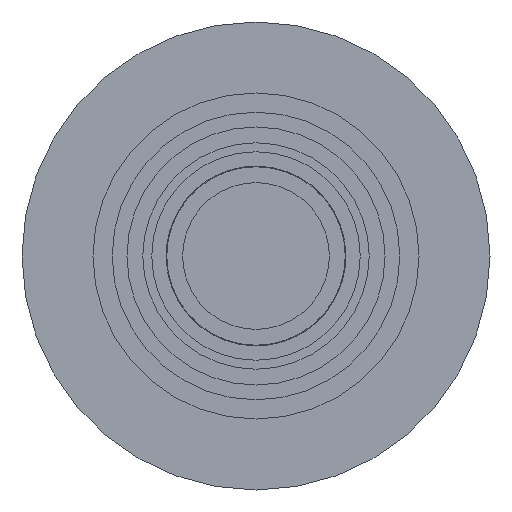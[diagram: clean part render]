
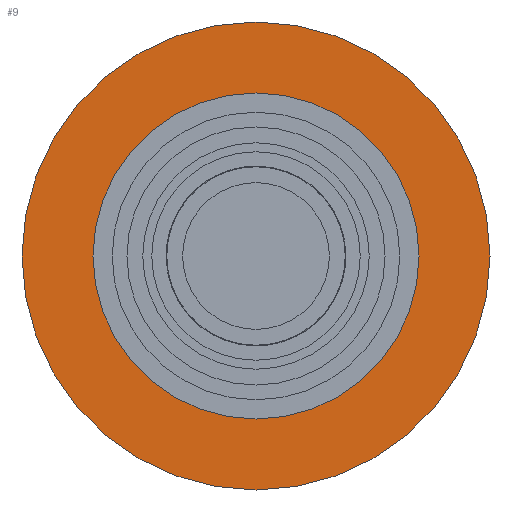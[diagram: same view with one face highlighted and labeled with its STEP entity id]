
A CAD part, front view. The second image highlights one B-rep face of the part: STEP entity #9.
In plain terms, the highlighted planar face has unit normal (0, -1, 0).
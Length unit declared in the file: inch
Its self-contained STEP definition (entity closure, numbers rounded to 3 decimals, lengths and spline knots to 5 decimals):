
#9 = ADVANCED_FACE ( 'NONE', ( #984, #983 ), #982, .T. ) ;
#15 = EDGE_CURVE ( 'NONE', #374, #376, #1255, .T. ) ;
#21 = EDGE_CURVE ( 'NONE', #382, #380, #1258, .T. ) ;
#127 = EDGE_CURVE ( 'NONE', #380, #382, #1103, .T. ) ;
#130 = EDGE_CURVE ( 'NONE', #376, #374, #1091, .T. ) ;
#185 = EDGE_LOOP ( 'NONE', ( #446, #448 ) ) ;
#374 = VERTEX_POINT ( 'NONE', #1553 ) ;
#376 = VERTEX_POINT ( 'NONE', #1551 ) ;
#380 = VERTEX_POINT ( 'NONE', #1552 ) ;
#382 = VERTEX_POINT ( 'NONE', #1548 ) ;
#441 = ORIENTED_EDGE ( 'NONE', *, *, #130, .T. ) ;
#445 = ORIENTED_EDGE ( 'NONE', *, *, #15, .T. ) ;
#446 = ORIENTED_EDGE ( 'NONE', *, *, #127, .T. ) ;
#448 = ORIENTED_EDGE ( 'NONE', *, *, #21, .T. ) ;
#449 = EDGE_LOOP ( 'NONE', ( #441, #445 ) ) ;
#642 = DIRECTION ( 'NONE',  ( 0., 0., 1. ) ) ;
#648 = CARTESIAN_POINT ( 'NONE',  ( 0., -0.2, 0. ) ) ;
#650 = DIRECTION ( 'NONE',  ( 0., 1., 0. ) ) ;
#726 = DIRECTION ( 'NONE',  ( 0., 0., 1. ) ) ;
#730 = CARTESIAN_POINT ( 'NONE',  ( 0., -0.2, 0. ) ) ;
#731 = DIRECTION ( 'NONE',  ( 0., -1., 0. ) ) ;
#979 = DIRECTION ( 'NONE',  ( 0., 0., -1. ) ) ;
#980 = DIRECTION ( 'NONE',  ( 0., -1., 0. ) ) ;
#982 = PLANE ( 'NONE',  #1261 ) ;
#983 = FACE_BOUND ( 'NONE', #185, .T. ) ;
#984 = FACE_OUTER_BOUND ( 'NONE', #449, .T. ) ;
#987 = CARTESIAN_POINT ( 'NONE',  ( -1.475, -0.2, 0. ) ) ;
#1081 = AXIS2_PLACEMENT_3D ( 'NONE', #1595, #1594, #1593 ) ;
#1091 = CIRCLE ( 'NONE', #1081, 1.475 ) ;
#1093 = AXIS2_PLACEMENT_3D ( 'NONE', #1602, #1601, #1600 ) ;
#1103 = CIRCLE ( 'NONE', #1093, 1.0275 ) ;
#1245 = AXIS2_PLACEMENT_3D ( 'NONE', #648, #650, #642 ) ;
#1255 = CIRCLE ( 'NONE', #1268, 1.475 ) ;
#1258 = CIRCLE ( 'NONE', #1245, 1.0275 ) ;
#1261 = AXIS2_PLACEMENT_3D ( 'NONE', #987, #980, #979 ) ;
#1268 = AXIS2_PLACEMENT_3D ( 'NONE', #730, #731, #726 ) ;
#1548 = CARTESIAN_POINT ( 'NONE',  ( 0., -0.2, -1.0275 ) ) ;
#1551 = CARTESIAN_POINT ( 'NONE',  ( 0., -0.2, 1.475 ) ) ;
#1552 = CARTESIAN_POINT ( 'NONE',  ( 0., -0.2, 1.0275 ) ) ;
#1553 = CARTESIAN_POINT ( 'NONE',  ( 0., -0.2, -1.475 ) ) ;
#1593 = DIRECTION ( 'NONE',  ( 0., 0., 1. ) ) ;
#1594 = DIRECTION ( 'NONE',  ( 0., -1., 0. ) ) ;
#1595 = CARTESIAN_POINT ( 'NONE',  ( 0., -0.2, 0. ) ) ;
#1600 = DIRECTION ( 'NONE',  ( 0., 0., 1. ) ) ;
#1601 = DIRECTION ( 'NONE',  ( 0., 1., 0. ) ) ;
#1602 = CARTESIAN_POINT ( 'NONE',  ( 0., -0.2, 0. ) ) ;
